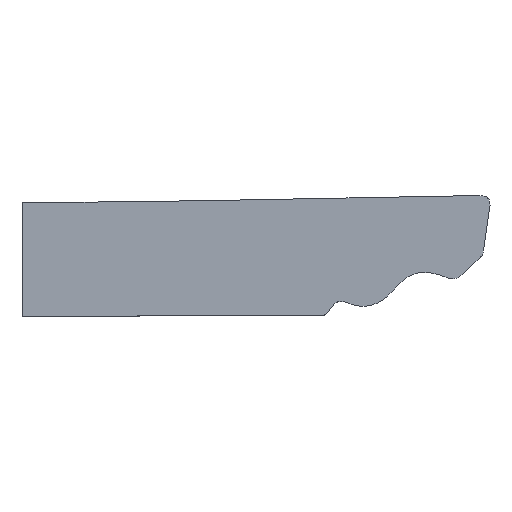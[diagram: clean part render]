
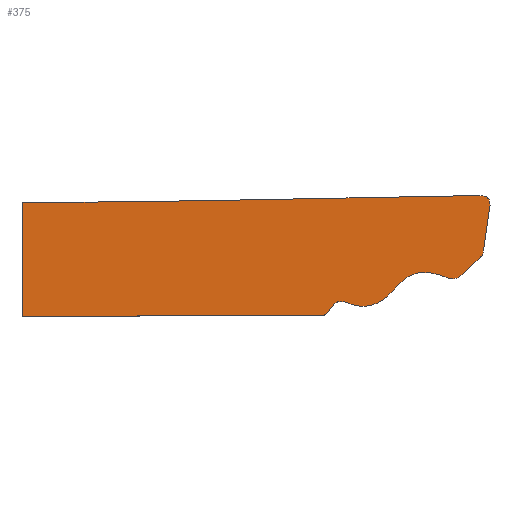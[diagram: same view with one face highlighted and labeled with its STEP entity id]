
A CAD part, top view. The second image highlights one B-rep face of the part: STEP entity #375.
In plain terms, the highlighted planar face has unit normal (0, 0, 1).
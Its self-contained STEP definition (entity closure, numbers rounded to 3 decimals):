
#16=B_SPLINE_CURVE_WITH_KNOTS('',2,(#474,#475,#476),.UNSPECIFIED.,.F.,.F.,
(3,3),(0.,1.),.UNSPECIFIED.);
#18=B_SPLINE_CURVE_WITH_KNOTS('',2,(#489,#490,#491),.UNSPECIFIED.,.F.,.F.,
(3,3),(0.,1.),.UNSPECIFIED.);
#20=B_SPLINE_CURVE_WITH_KNOTS('',2,(#504,#505,#506),.UNSPECIFIED.,.F.,.F.,
(3,3),(0.,1.),.UNSPECIFIED.);
#22=B_SPLINE_CURVE_WITH_KNOTS('',2,(#519,#520,#521),.UNSPECIFIED.,.F.,.F.,
(3,3),(0.,1.),.UNSPECIFIED.);
#24=B_SPLINE_CURVE_WITH_KNOTS('',2,(#540,#541,#542),.UNSPECIFIED.,.F.,.F.,
(3,3),(0.,1.),.UNSPECIFIED.);
#26=B_SPLINE_CURVE_WITH_KNOTS('',2,(#555,#556,#557),.UNSPECIFIED.,.F.,.F.,
(3,3),(0.,1.),.UNSPECIFIED.);
#28=B_SPLINE_CURVE_WITH_KNOTS('',2,(#570,#571,#572),.UNSPECIFIED.,.F.,.F.,
(3,3),(0.,1.),.UNSPECIFIED.);
#30=B_SPLINE_CURVE_WITH_KNOTS('',2,(#585,#586,#587),.UNSPECIFIED.,.F.,.F.,
(3,3),(0.,1.),.UNSPECIFIED.);
#32=B_SPLINE_CURVE_WITH_KNOTS('',2,(#606,#607,#608),.UNSPECIFIED.,.F.,.F.,
(3,3),(0.,1.),.UNSPECIFIED.);
#34=B_SPLINE_CURVE_WITH_KNOTS('',2,(#621,#622,#623),.UNSPECIFIED.,.F.,.F.,
(3,3),(0.,1.),.UNSPECIFIED.);
#36=B_SPLINE_CURVE_WITH_KNOTS('',2,(#636,#637,#638),.UNSPECIFIED.,.F.,.F.,
(3,3),(0.,1.),.UNSPECIFIED.);
#38=B_SPLINE_CURVE_WITH_KNOTS('',2,(#651,#652,#653),.UNSPECIFIED.,.F.,.F.,
(3,3),(0.,1.),.UNSPECIFIED.);
#69=FACE_OUTER_BOUND('',#89,.T.);
#89=EDGE_LOOP('',(#313,#314,#315,#316,#317,#318,#319,#320,#321,#322,#323,
#324,#325,#326,#327,#328,#329,#330));
#93=LINE('',#455,#123);
#96=LINE('',#461,#126);
#103=LINE('',#527,#133);
#110=LINE('',#593,#140);
#117=LINE('',#659,#147);
#120=LINE('',#663,#150);
#123=VECTOR('',#405,10.);
#126=VECTOR('',#410,10.);
#133=VECTOR('',#419,10.);
#140=VECTOR('',#428,10.);
#147=VECTOR('',#437,10.);
#150=VECTOR('',#442,10.);
#153=VERTEX_POINT('',#452);
#154=VERTEX_POINT('',#454);
#156=VERTEX_POINT('',#460);
#158=VERTEX_POINT('',#473);
#160=VERTEX_POINT('',#488);
#162=VERTEX_POINT('',#503);
#164=VERTEX_POINT('',#518);
#166=VERTEX_POINT('',#526);
#168=VERTEX_POINT('',#539);
#170=VERTEX_POINT('',#554);
#172=VERTEX_POINT('',#569);
#174=VERTEX_POINT('',#584);
#176=VERTEX_POINT('',#592);
#178=VERTEX_POINT('',#605);
#180=VERTEX_POINT('',#620);
#182=VERTEX_POINT('',#635);
#184=VERTEX_POINT('',#650);
#186=VERTEX_POINT('',#658);
#189=EDGE_CURVE('',#154,#153,#93,.T.);
#192=EDGE_CURVE('',#156,#154,#96,.T.);
#195=EDGE_CURVE('',#158,#156,#16,.T.);
#198=EDGE_CURVE('',#160,#158,#18,.T.);
#201=EDGE_CURVE('',#162,#160,#20,.T.);
#204=EDGE_CURVE('',#164,#162,#22,.T.);
#207=EDGE_CURVE('',#166,#164,#103,.T.);
#210=EDGE_CURVE('',#168,#166,#24,.T.);
#213=EDGE_CURVE('',#170,#168,#26,.T.);
#216=EDGE_CURVE('',#172,#170,#28,.T.);
#219=EDGE_CURVE('',#174,#172,#30,.T.);
#222=EDGE_CURVE('',#176,#174,#110,.T.);
#225=EDGE_CURVE('',#178,#176,#32,.T.);
#228=EDGE_CURVE('',#180,#178,#34,.T.);
#231=EDGE_CURVE('',#182,#180,#36,.T.);
#234=EDGE_CURVE('',#184,#182,#38,.T.);
#237=EDGE_CURVE('',#186,#184,#117,.T.);
#240=EDGE_CURVE('',#153,#186,#120,.T.);
#313=ORIENTED_EDGE('',*,*,#240,.T.);
#314=ORIENTED_EDGE('',*,*,#237,.T.);
#315=ORIENTED_EDGE('',*,*,#234,.T.);
#316=ORIENTED_EDGE('',*,*,#231,.T.);
#317=ORIENTED_EDGE('',*,*,#228,.T.);
#318=ORIENTED_EDGE('',*,*,#225,.T.);
#319=ORIENTED_EDGE('',*,*,#222,.T.);
#320=ORIENTED_EDGE('',*,*,#219,.T.);
#321=ORIENTED_EDGE('',*,*,#216,.T.);
#322=ORIENTED_EDGE('',*,*,#213,.T.);
#323=ORIENTED_EDGE('',*,*,#210,.T.);
#324=ORIENTED_EDGE('',*,*,#207,.T.);
#325=ORIENTED_EDGE('',*,*,#204,.T.);
#326=ORIENTED_EDGE('',*,*,#201,.T.);
#327=ORIENTED_EDGE('',*,*,#198,.T.);
#328=ORIENTED_EDGE('',*,*,#195,.T.);
#329=ORIENTED_EDGE('',*,*,#192,.T.);
#330=ORIENTED_EDGE('',*,*,#189,.T.);
#355=PLANE('',#397);
#375=ADVANCED_FACE('',(#69),#355,.T.);
#397=AXIS2_PLACEMENT_3D('',#664,#443,#444);
#405=DIRECTION('',(-1.,-0.012,0.));
#410=DIRECTION('',(-1.,-0.019,0.));
#419=DIRECTION('',(0.717,0.698,0.));
#428=DIRECTION('',(0.7,0.714,0.));
#437=DIRECTION('',(1.,0.003,0.));
#442=DIRECTION('',(-0.007,-1.,0.));
#443=DIRECTION('center_axis',(0.,0.,1.));
#444=DIRECTION('ref_axis',(1.,0.,0.));
#452=CARTESIAN_POINT('',(101.251,45.412,1.));
#454=CARTESIAN_POINT('',(128.417,45.746,1.));
#455=CARTESIAN_POINT('',(128.417,45.746,1.));
#460=CARTESIAN_POINT('',(164.443,46.427,1.));
#461=CARTESIAN_POINT('',(164.443,46.427,1.));
#473=CARTESIAN_POINT('',(169.575,46.506,1.));
#474=CARTESIAN_POINT('Ctrl Pts',(169.575,46.506,1.));
#475=CARTESIAN_POINT('Ctrl Pts',(167.967,46.465,1.));
#476=CARTESIAN_POINT('Ctrl Pts',(164.443,46.427,1.));
#488=CARTESIAN_POINT('',(171.117,45.093,1.));
#489=CARTESIAN_POINT('Ctrl Pts',(171.117,45.093,1.));
#490=CARTESIAN_POINT('Ctrl Pts',(171.184,46.547,1.));
#491=CARTESIAN_POINT('Ctrl Pts',(169.575,46.506,1.));
#503=CARTESIAN_POINT('',(170.151,38.234,1.));
#504=CARTESIAN_POINT('Ctrl Pts',(170.151,38.234,1.));
#505=CARTESIAN_POINT('Ctrl Pts',(170.291,38.972,1.));
#506=CARTESIAN_POINT('Ctrl Pts',(171.117,45.093,1.));
#518=CARTESIAN_POINT('',(169.648,37.249,1.));
#519=CARTESIAN_POINT('Ctrl Pts',(169.648,37.249,1.));
#520=CARTESIAN_POINT('Ctrl Pts',(170.01,37.496,1.));
#521=CARTESIAN_POINT('Ctrl Pts',(170.151,38.234,1.));
#526=CARTESIAN_POINT('',(168.554,36.184,1.));
#527=CARTESIAN_POINT('',(168.554,36.184,1.));
#539=CARTESIAN_POINT('',(167.131,34.844,1.));
#540=CARTESIAN_POINT('Ctrl Pts',(167.131,34.844,1.));
#541=CARTESIAN_POINT('Ctrl Pts',(167.443,35.14,1.));
#542=CARTESIAN_POINT('Ctrl Pts',(168.554,36.184,1.));
#554=CARTESIAN_POINT('',(166.342,34.278,1.));
#555=CARTESIAN_POINT('Ctrl Pts',(166.342,34.278,1.));
#556=CARTESIAN_POINT('Ctrl Pts',(166.818,34.548,1.));
#557=CARTESIAN_POINT('Ctrl Pts',(167.131,34.844,1.));
#569=CARTESIAN_POINT('',(164.546,34.276,1.));
#570=CARTESIAN_POINT('Ctrl Pts',(164.546,34.276,1.));
#571=CARTESIAN_POINT('Ctrl Pts',(165.53,33.838,1.));
#572=CARTESIAN_POINT('Ctrl Pts',(166.342,34.278,1.));
#584=CARTESIAN_POINT('',(157.625,33.353,1.));
#585=CARTESIAN_POINT('Ctrl Pts',(157.625,33.353,1.));
#586=CARTESIAN_POINT('Ctrl Pts',(160.181,36.127,1.));
#587=CARTESIAN_POINT('Ctrl Pts',(164.546,34.276,1.));
#592=CARTESIAN_POINT('',(156.983,32.698,1.));
#593=CARTESIAN_POINT('',(156.983,32.698,1.));
#605=CARTESIAN_POINT('',(149.558,30.578,1.));
#606=CARTESIAN_POINT('Ctrl Pts',(149.558,30.578,1.));
#607=CARTESIAN_POINT('Ctrl Pts',(153.643,28.642,1.));
#608=CARTESIAN_POINT('Ctrl Pts',(156.983,32.698,1.));
#620=CARTESIAN_POINT('',(147.648,30.13,1.));
#621=CARTESIAN_POINT('Ctrl Pts',(147.648,30.13,1.));
#622=CARTESIAN_POINT('Ctrl Pts',(148.185,30.901,1.));
#623=CARTESIAN_POINT('Ctrl Pts',(149.558,30.578,1.));
#635=CARTESIAN_POINT('',(146.695,28.932,1.));
#636=CARTESIAN_POINT('Ctrl Pts',(146.695,28.932,1.));
#637=CARTESIAN_POINT('Ctrl Pts',(146.969,29.236,1.));
#638=CARTESIAN_POINT('Ctrl Pts',(147.648,30.13,1.));
#650=CARTESIAN_POINT('',(146.093,28.597,1.));
#651=CARTESIAN_POINT('Ctrl Pts',(146.093,28.597,1.));
#652=CARTESIAN_POINT('Ctrl Pts',(146.421,28.628,1.));
#653=CARTESIAN_POINT('Ctrl Pts',(146.695,28.932,1.));
#658=CARTESIAN_POINT('',(101.136,28.444,1.));
#659=CARTESIAN_POINT('',(101.136,28.444,1.));
#663=CARTESIAN_POINT('',(101.251,45.412,1.));
#664=CARTESIAN_POINT('Origin',(136.16,37.495,1.));
